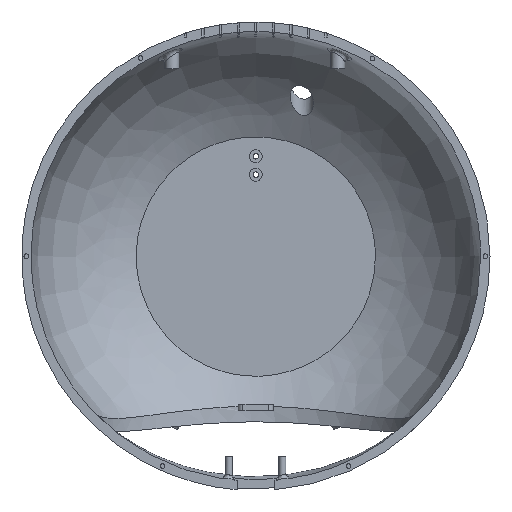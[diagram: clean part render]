
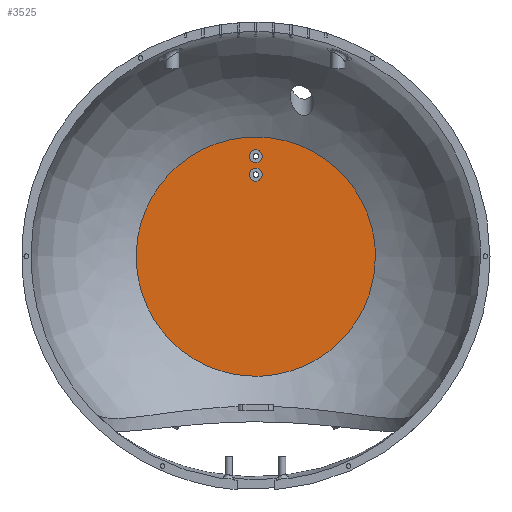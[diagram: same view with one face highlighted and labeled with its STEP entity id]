
A CAD part, top view. The second image highlights one B-rep face of the part: STEP entity #3525.
In plain terms, the highlighted planar face has unit normal (0, 0, 1).
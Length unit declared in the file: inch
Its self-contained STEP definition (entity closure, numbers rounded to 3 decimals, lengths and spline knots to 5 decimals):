
#89=FACE_BOUND('',#663,.T.);
#90=FACE_BOUND('',#664,.T.);
#148=CIRCLE('',#3705,0.1378);
#151=CIRCLE('',#3710,0.1378);
#285=PLANE('',#3794);
#406=FACE_OUTER_BOUND('',#662,.T.);
#662=EDGE_LOOP('',(#2659));
#663=EDGE_LOOP('',(#2660));
#664=EDGE_LOOP('',(#2661));
#1367=B_SPLINE_CURVE_WITH_KNOTS('',3,(#7859,#7860,#7861,#7862,#7863,#7864,
#7865,#7866,#7867,#7868,#7869,#7870,#7871,#7872,#7873,#7874,#7875,#7876,
#7877,#7878,#7879,#7880,#7881,#7882,#7883,#7884,#7885,#7886,#7887,#7888,
#7889,#7890,#7891,#7892,#7893,#7894,#7895,#7896,#7897),.UNSPECIFIED.,.T.,
 .F.,(4,2,3,2,2,2,2,2,2,2,2,2,2,2,2,2,2,2,4),(-3.0777,-2.53357,
0.,1.43448,2.86897,5.40254,7.93611,
10.46967,13.00324,15.53681,18.07038,20.60395,
23.13752,25.67108,28.20465,30.73822,33.27179,
35.80536,37.79479),.UNSPECIFIED.);
#1456=VERTEX_POINT('',#4958);
#1459=VERTEX_POINT('',#4967);
#1654=VERTEX_POINT('',#7858);
#1824=EDGE_CURVE('',#1456,#1456,#148,.T.);
#1828=EDGE_CURVE('',#1459,#1459,#151,.T.);
#2057=EDGE_CURVE('',#1654,#1654,#1367,.F.);
#2659=ORIENTED_EDGE('',*,*,#2057,.T.);
#2660=ORIENTED_EDGE('',*,*,#1824,.T.);
#2661=ORIENTED_EDGE('',*,*,#1828,.T.);
#3525=ADVANCED_FACE('',(#406,#89,#90),#285,.F.);
#3705=AXIS2_PLACEMENT_3D('',#4960,#4037,#4038);
#3710=AXIS2_PLACEMENT_3D('',#4969,#4048,#4049);
#3794=AXIS2_PLACEMENT_3D('',#7857,#4262,#4263);
#4037=DIRECTION('center_axis',(0.,0.,-1.));
#4038=DIRECTION('ref_axis',(1.,0.,0.));
#4048=DIRECTION('center_axis',(0.,0.,-1.));
#4049=DIRECTION('ref_axis',(1.,0.,0.));
#4262=DIRECTION('center_axis',(0.,0.,-1.));
#4263=DIRECTION('ref_axis',(-1.,0.,0.));
#4958=CARTESIAN_POINT('',(-0.1378,1.74918,-3.21668));
#4960=CARTESIAN_POINT('Origin',(0.,1.74918,
-3.21668));
#4967=CARTESIAN_POINT('',(-0.1378,2.14288,-3.21668));
#4969=CARTESIAN_POINT('Origin',(0.,2.14288,-3.21668));
#7857=CARTESIAN_POINT('Origin',(2.59997,0.,-3.21668));
#7858=CARTESIAN_POINT('',(2.55339,0.,-3.21668));
#7859=CARTESIAN_POINT('Ctrl Pts',(2.55339,0.,
-3.21668));
#7860=CARTESIAN_POINT('Ctrl Pts',(2.55339,-0.07118,
-3.21668));
#7861=CARTESIAN_POINT('Ctrl Pts',(2.55041,-0.14244,-3.21668));
#7862=CARTESIAN_POINT('Ctrl Pts',(2.51663,-0.54493,-3.21668));
#7863=CARTESIAN_POINT('Ctrl Pts',(2.42436,-0.86765,-3.21668));
#7864=CARTESIAN_POINT('Ctrl Pts',(2.27284,-1.16361,-3.21668));
#7865=CARTESIAN_POINT('Ctrl Pts',(2.18706,-1.33118,-3.21668));
#7866=CARTESIAN_POINT('Ctrl Pts',(2.083,-1.48874,-3.21668));
#7867=CARTESIAN_POINT('Ctrl Pts',(1.84214,-1.77813,-3.21668));
#7868=CARTESIAN_POINT('Ctrl Pts',(1.70608,-1.90906,-3.21668));
#7869=CARTESIAN_POINT('Ctrl Pts',(1.29334,-2.22657,-3.21668));
#7870=CARTESIAN_POINT('Ctrl Pts',(0.99272,-2.37589,-3.21668));
#7871=CARTESIAN_POINT('Ctrl Pts',(0.35118,-2.55089,-3.21668));
#7872=CARTESIAN_POINT('Ctrl Pts',(0.01639,-2.57489,-3.21668));
#7873=CARTESIAN_POINT('Ctrl Pts',(-0.64355,-2.49323,
-3.21668));
#7874=CARTESIAN_POINT('Ctrl Pts',(-0.9624,-2.38834,-3.21668));
#7875=CARTESIAN_POINT('Ctrl Pts',(-1.54193,-2.06223,-3.21668));
#7876=CARTESIAN_POINT('Ctrl Pts',(-1.79707,-1.84415,-3.21668));
#7877=CARTESIAN_POINT('Ctrl Pts',(-2.20941,-1.32244,-3.21668));
#7878=CARTESIAN_POINT('Ctrl Pts',(-2.36266,-1.02382,-3.21668));
#7879=CARTESIAN_POINT('Ctrl Pts',(-2.54606,-0.38463,
-3.21668));
#7880=CARTESIAN_POINT('Ctrl Pts',(-2.57446,-0.05018,
-3.21668));
#7881=CARTESIAN_POINT('Ctrl Pts',(-2.50146,0.61078,-3.21668));
#7882=CARTESIAN_POINT('Ctrl Pts',(-2.40076,0.93097,-3.21668));
#7883=CARTESIAN_POINT('Ctrl Pts',(-2.08229,1.51473,-3.21668));
#7884=CARTESIAN_POINT('Ctrl Pts',(-1.86757,1.77272,-3.21668));
#7885=CARTESIAN_POINT('Ctrl Pts',(-1.35132,2.19187,-3.21668));
#7886=CARTESIAN_POINT('Ctrl Pts',(-1.05473,2.34902,-3.21668));
#7887=CARTESIAN_POINT('Ctrl Pts',(-0.41801,2.54079,-3.21668));
#7888=CARTESIAN_POINT('Ctrl Pts',(-0.08396,2.57358,-3.21668));
#7889=CARTESIAN_POINT('Ctrl Pts',(0.5779,2.50926,-3.21668));
#7890=CARTESIAN_POINT('Ctrl Pts',(0.89939,2.41277,-3.21668));
#7891=CARTESIAN_POINT('Ctrl Pts',(1.48728,2.10199,-3.21668));
#7892=CARTESIAN_POINT('Ctrl Pts',(1.74806,1.89067,-3.21668));
#7893=CARTESIAN_POINT('Ctrl Pts',(2.17395,1.37997,-3.21668));
#7894=CARTESIAN_POINT('Ctrl Pts',(2.33498,1.08547,-3.21668));
#7895=CARTESIAN_POINT('Ctrl Pts',(2.5136,0.51941,-3.21668));
#7896=CARTESIAN_POINT('Ctrl Pts',(2.55339,0.26025,-3.21668));
#7897=CARTESIAN_POINT('Ctrl Pts',(2.55339,0.,
-3.21668));
